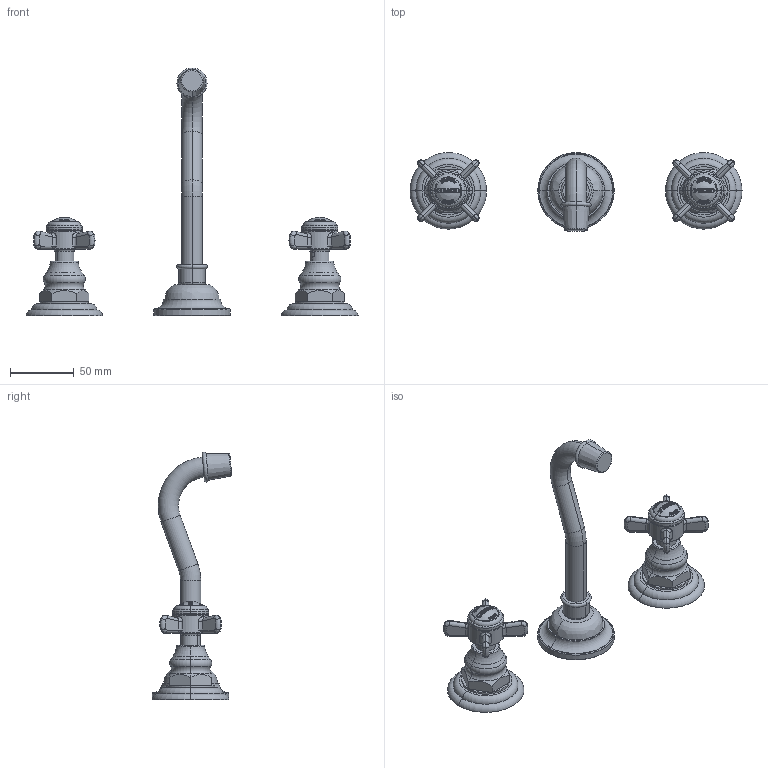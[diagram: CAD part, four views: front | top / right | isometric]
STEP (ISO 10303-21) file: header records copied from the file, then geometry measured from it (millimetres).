
FILE_DESCRIPTION((''),'2;1');
FILE_NAME('3-1003_SW0002','2020-11-25T10:59:01',('rsmith'),(''),'CREO PARAMETRIC BY PTC INC, 2018400','CREO PARAMETRIC BY PTC INC, 2018400','');
FILE_SCHEMA(('AUTOMOTIVE_DESIGN { 1 0 10303 214 1 1 1 1 }'));
Length unit declared in the file: inch
Products named in the file (1): 3-1003_SW0002
Bounding box: 259.98 x 62.1 x 194.18 mm (x, y, z)
Volume: 197172.2 mm3; surface area: 53254.1 mm2
Topology: 5 solids, 5 shells, 1097 faces, 2847 edges, 1816 vertices
Faces by surface type: plane 453, cylinder 334, torus 100, bspline 90, sphere 60, cone 40, extrusion 20
Entity records: 60598 total; most frequent: CARTESIAN_POINT 18930, ORIENTED_EDGE 5686, DIRECTION 5448, PRESENTATION_STYLE_ASSIGNMENT 3758, STYLED_ITEM 2848, CURVE_STYLE 2843, EDGE_CURVE 2843, AXIS2_PLACEMENT_3D 2297
